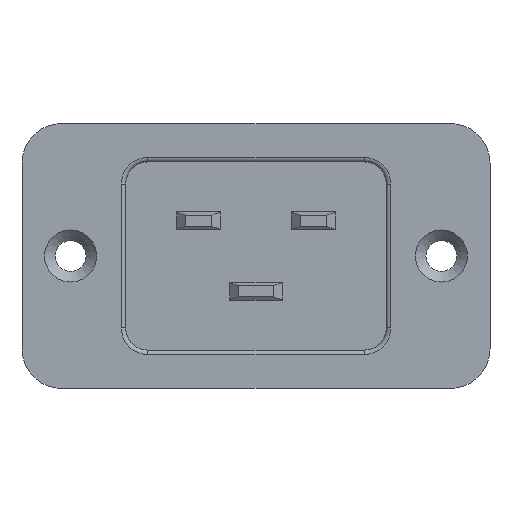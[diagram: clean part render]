
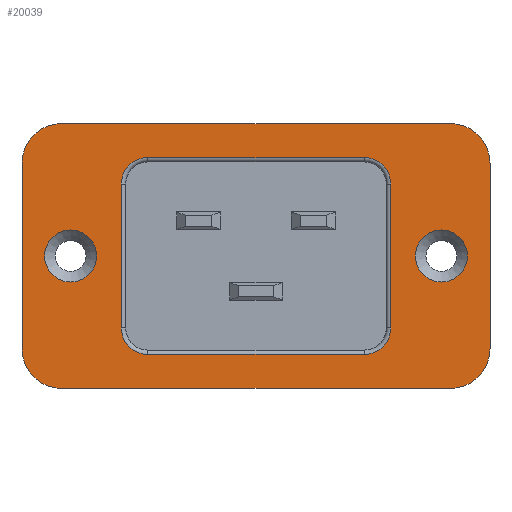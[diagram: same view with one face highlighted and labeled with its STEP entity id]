
A CAD part, left-side view. The second image highlights one B-rep face of the part: STEP entity #20039.
In plain terms, the highlighted planar face has unit normal (-1, 0, 0).
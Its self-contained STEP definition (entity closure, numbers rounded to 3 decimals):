
#111=FACE_BOUND('',#2661,.T.);
#112=FACE_BOUND('',#2662,.T.);
#113=FACE_BOUND('',#2663,.T.);
#466=CIRCLE('',#21323,4.5);
#467=CIRCLE('',#21325,4.5);
#468=CIRCLE('',#21326,4.5);
#469=CIRCLE('',#21327,4.5);
#470=CIRCLE('',#21328,2.95);
#471=CIRCLE('',#21329,2.95);
#472=CIRCLE('',#21330,3.);
#473=CIRCLE('',#21331,3.);
#474=CIRCLE('',#21332,3.);
#475=CIRCLE('',#21333,3.);
#1606=FACE_OUTER_BOUND('',#2660,.T.);
#2660=EDGE_LOOP('',(#16478,#16479,#16480,#16481,#16482,#16483,#16484,#16485));
#2661=EDGE_LOOP('',(#16486));
#2662=EDGE_LOOP('',(#16487));
#2663=EDGE_LOOP('',(#16488,#16489,#16490,#16491,#16492,#16493,#16494,#16495));
#4735=LINE('',#31914,#7022);
#4736=LINE('',#31918,#7023);
#4737=LINE('',#31922,#7024);
#4738=LINE('',#31925,#7025);
#4739=LINE('',#31934,#7026);
#4740=LINE('',#31938,#7027);
#4741=LINE('',#31942,#7028);
#4742=LINE('',#31945,#7029);
#7022=VECTOR('',#25577,10.);
#7023=VECTOR('',#25580,10.);
#7024=VECTOR('',#25583,10.);
#7025=VECTOR('',#25586,10.);
#7026=VECTOR('',#25593,10.);
#7027=VECTOR('',#25596,10.);
#7028=VECTOR('',#25599,10.);
#7029=VECTOR('',#25602,10.);
#8925=VERTEX_POINT('',#31907);
#8926=VERTEX_POINT('',#31909);
#8927=VERTEX_POINT('',#31913);
#8928=VERTEX_POINT('',#31915);
#8929=VERTEX_POINT('',#31917);
#8930=VERTEX_POINT('',#31919);
#8931=VERTEX_POINT('',#31921);
#8932=VERTEX_POINT('',#31923);
#8933=VERTEX_POINT('',#31926);
#8934=VERTEX_POINT('',#31928);
#8935=VERTEX_POINT('',#31930);
#8936=VERTEX_POINT('',#31931);
#8937=VERTEX_POINT('',#31933);
#8938=VERTEX_POINT('',#31935);
#8939=VERTEX_POINT('',#31937);
#8940=VERTEX_POINT('',#31939);
#8941=VERTEX_POINT('',#31941);
#8942=VERTEX_POINT('',#31943);
#11498=EDGE_CURVE('',#8925,#8926,#466,.T.);
#11500=EDGE_CURVE('',#8927,#8925,#4735,.T.);
#11501=EDGE_CURVE('',#8928,#8927,#467,.T.);
#11502=EDGE_CURVE('',#8929,#8928,#4736,.T.);
#11503=EDGE_CURVE('',#8930,#8929,#468,.T.);
#11504=EDGE_CURVE('',#8931,#8930,#4737,.T.);
#11505=EDGE_CURVE('',#8932,#8931,#469,.T.);
#11506=EDGE_CURVE('',#8926,#8932,#4738,.T.);
#11507=EDGE_CURVE('',#8933,#8933,#470,.T.);
#11508=EDGE_CURVE('',#8934,#8934,#471,.T.);
#11509=EDGE_CURVE('',#8935,#8936,#472,.T.);
#11510=EDGE_CURVE('',#8937,#8935,#4739,.T.);
#11511=EDGE_CURVE('',#8938,#8937,#473,.T.);
#11512=EDGE_CURVE('',#8939,#8938,#4740,.T.);
#11513=EDGE_CURVE('',#8940,#8939,#474,.T.);
#11514=EDGE_CURVE('',#8941,#8940,#4741,.T.);
#11515=EDGE_CURVE('',#8942,#8941,#475,.T.);
#11516=EDGE_CURVE('',#8936,#8942,#4742,.T.);
#16478=ORIENTED_EDGE('',*,*,#11498,.F.);
#16479=ORIENTED_EDGE('',*,*,#11500,.F.);
#16480=ORIENTED_EDGE('',*,*,#11501,.F.);
#16481=ORIENTED_EDGE('',*,*,#11502,.F.);
#16482=ORIENTED_EDGE('',*,*,#11503,.F.);
#16483=ORIENTED_EDGE('',*,*,#11504,.F.);
#16484=ORIENTED_EDGE('',*,*,#11505,.F.);
#16485=ORIENTED_EDGE('',*,*,#11506,.F.);
#16486=ORIENTED_EDGE('',*,*,#11507,.T.);
#16487=ORIENTED_EDGE('',*,*,#11508,.T.);
#16488=ORIENTED_EDGE('',*,*,#11509,.F.);
#16489=ORIENTED_EDGE('',*,*,#11510,.F.);
#16490=ORIENTED_EDGE('',*,*,#11511,.F.);
#16491=ORIENTED_EDGE('',*,*,#11512,.F.);
#16492=ORIENTED_EDGE('',*,*,#11513,.F.);
#16493=ORIENTED_EDGE('',*,*,#11514,.F.);
#16494=ORIENTED_EDGE('',*,*,#11515,.F.);
#16495=ORIENTED_EDGE('',*,*,#11516,.F.);
#18083=PLANE('',#21324);
#20039=ADVANCED_FACE('',(#1606,#111,#112,#113),#18083,.F.);
#21323=AXIS2_PLACEMENT_3D('',#31910,#25572,#25573);
#21324=AXIS2_PLACEMENT_3D('',#31912,#25575,#25576);
#21325=AXIS2_PLACEMENT_3D('',#31916,#25578,#25579);
#21326=AXIS2_PLACEMENT_3D('',#31920,#25581,#25582);
#21327=AXIS2_PLACEMENT_3D('',#31924,#25584,#25585);
#21328=AXIS2_PLACEMENT_3D('',#31927,#25587,#25588);
#21329=AXIS2_PLACEMENT_3D('',#31929,#25589,#25590);
#21330=AXIS2_PLACEMENT_3D('',#31932,#25591,#25592);
#21331=AXIS2_PLACEMENT_3D('',#31936,#25594,#25595);
#21332=AXIS2_PLACEMENT_3D('',#31940,#25597,#25598);
#21333=AXIS2_PLACEMENT_3D('',#31944,#25600,#25601);
#25572=DIRECTION('center_axis',(1.,0.,0.));
#25573=DIRECTION('ref_axis',(0.,0.707,-0.707));
#25575=DIRECTION('center_axis',(1.,0.,0.));
#25576=DIRECTION('ref_axis',(0.,0.,-1.));
#25577=DIRECTION('',(0.,1.,0.));
#25578=DIRECTION('center_axis',(1.,0.,0.));
#25579=DIRECTION('ref_axis',(0.,-0.707,-0.707));
#25580=DIRECTION('',(0.,0.,-1.));
#25581=DIRECTION('center_axis',(1.,0.,0.));
#25582=DIRECTION('ref_axis',(0.,-0.707,0.707));
#25583=DIRECTION('',(0.,-1.,0.));
#25584=DIRECTION('center_axis',(1.,0.,0.));
#25585=DIRECTION('ref_axis',(0.,0.707,0.707));
#25586=DIRECTION('',(0.,0.,1.));
#25587=DIRECTION('center_axis',(1.,0.,0.));
#25588=DIRECTION('ref_axis',(0.,0.,
1.));
#25589=DIRECTION('center_axis',(1.,0.,0.));
#25590=DIRECTION('ref_axis',(0.,0.,
1.));
#25591=DIRECTION('center_axis',(-1.,0.,0.));
#25592=DIRECTION('ref_axis',(0.,0.707,0.707));
#25593=DIRECTION('',(0.,1.,0.));
#25594=DIRECTION('center_axis',(-1.,0.,0.));
#25595=DIRECTION('ref_axis',(0.,-0.707,0.707));
#25596=DIRECTION('',(0.,0.,1.));
#25597=DIRECTION('center_axis',(-1.,0.,0.));
#25598=DIRECTION('ref_axis',(0.,-0.707,-0.707));
#25599=DIRECTION('',(0.,-1.,0.));
#25600=DIRECTION('center_axis',(-1.,0.,0.));
#25601=DIRECTION('ref_axis',(0.,0.707,-0.707));
#25602=DIRECTION('',(0.,0.,-1.));
#31907=CARTESIAN_POINT('',(-0.2,22.,-15.));
#31909=CARTESIAN_POINT('',(-0.2,26.5,-10.5));
#31910=CARTESIAN_POINT('Origin',(-0.2,22.,-10.5));
#31912=CARTESIAN_POINT('Origin',(-0.2,0.,0.));
#31913=CARTESIAN_POINT('',(-0.2,-22.,-15.));
#31914=CARTESIAN_POINT('',(-0.2,-21.45,-15.));
#31915=CARTESIAN_POINT('',(-0.2,-26.5,-10.5));
#31916=CARTESIAN_POINT('Origin',(-0.2,-22.,-10.5));
#31917=CARTESIAN_POINT('',(-0.2,-26.5,10.5));
#31918=CARTESIAN_POINT('',(-0.2,-26.5,9.95));
#31919=CARTESIAN_POINT('',(-0.2,-22.,15.));
#31920=CARTESIAN_POINT('Origin',(-0.2,-22.,10.5));
#31921=CARTESIAN_POINT('',(-0.2,22.,15.));
#31922=CARTESIAN_POINT('',(-0.2,21.45,15.));
#31923=CARTESIAN_POINT('',(-0.2,26.5,10.5));
#31924=CARTESIAN_POINT('Origin',(-0.2,22.,10.5));
#31925=CARTESIAN_POINT('',(-0.2,26.5,-9.95));
#31926=CARTESIAN_POINT('',(-0.2,21.,2.95));
#31927=CARTESIAN_POINT('Origin',(-0.2,21.,0.));
#31928=CARTESIAN_POINT('',(-0.2,-21.,2.95));
#31929=CARTESIAN_POINT('Origin',(-0.2,-21.,0.));
#31930=CARTESIAN_POINT('',(-0.2,12.25,11.15));
#31931=CARTESIAN_POINT('',(-0.2,15.25,8.15));
#31932=CARTESIAN_POINT('Origin',(-0.2,12.25,8.15));
#31933=CARTESIAN_POINT('',(-0.2,-12.25,11.15));
#31934=CARTESIAN_POINT('',(-0.2,6.125,11.15));
#31935=CARTESIAN_POINT('',(-0.2,-15.25,8.15));
#31936=CARTESIAN_POINT('Origin',(-0.2,-12.25,8.15));
#31937=CARTESIAN_POINT('',(-0.2,-15.25,-8.15));
#31938=CARTESIAN_POINT('',(-0.2,-15.25,4.075));
#31939=CARTESIAN_POINT('',(-0.2,-12.25,-11.15));
#31940=CARTESIAN_POINT('Origin',(-0.2,-12.25,-8.15));
#31941=CARTESIAN_POINT('',(-0.2,12.25,-11.15));
#31942=CARTESIAN_POINT('',(-0.2,-6.125,-11.15));
#31943=CARTESIAN_POINT('',(-0.2,15.25,-8.15));
#31944=CARTESIAN_POINT('Origin',(-0.2,12.25,-8.15));
#31945=CARTESIAN_POINT('',(-0.2,15.25,-4.075));
